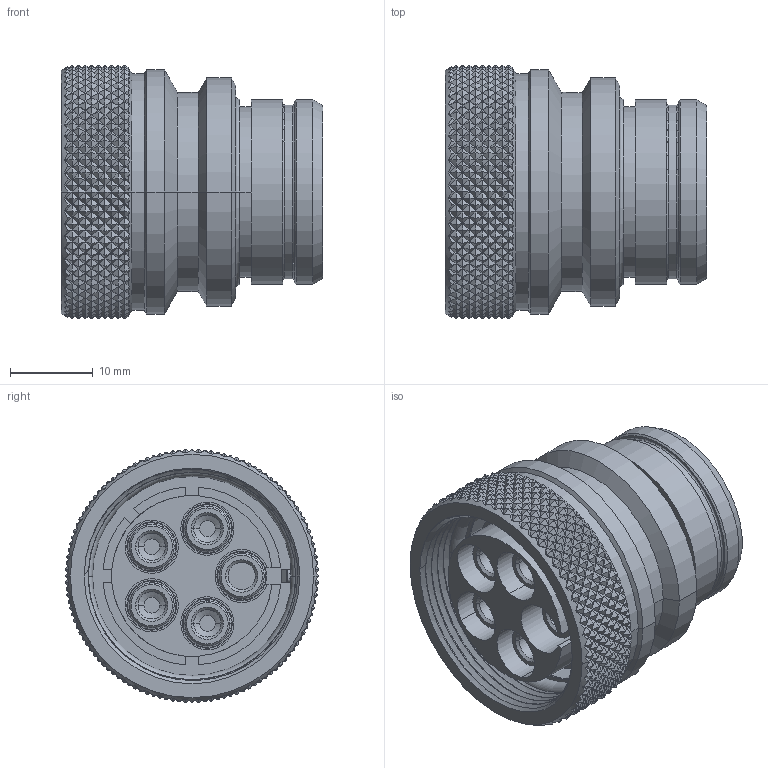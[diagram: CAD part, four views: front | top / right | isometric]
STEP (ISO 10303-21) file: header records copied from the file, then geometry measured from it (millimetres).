
FILE_DESCRIPTION((''),'2;1');
FILE_NAME('1331P405MS','2024-08-23T08:48:29',('paultorloting'),('NET AG system integration'),'CREO PARAMETRIC BY PTC INC, 2021404','CREO PARAMETRIC BY PTC INC, 2021404','');
FILE_SCHEMA(('AUTOMOTIVE_DESIGN { 1 0 10303 214 1 1 1 1 }'));
Products named in the file (1): 1331P405MS
Bounding box: 31.5 x 30.5 x 30.5 mm (x, y, z)
Volume: 11632.8 mm3; surface area: 10891.1 mm2
Topology: 1 solids, 1 shells, 3871 faces, 8052 edges, 4231 vertices
Faces by surface type: bspline 2654, cylinder 682, plane 452, cone 60, torus 23
Entity records: 174398 total; most frequent: CARTESIAN_POINT 88201, ORIENTED_EDGE 16104, EDGE_CURVE 8052, B_SPLINE_CURVE_WITH_KNOTS 6632, DIRECTION 4234, VERTEX_POINT 4231, EDGE_LOOP 3929, FACE_OUTER_BOUND 3871
